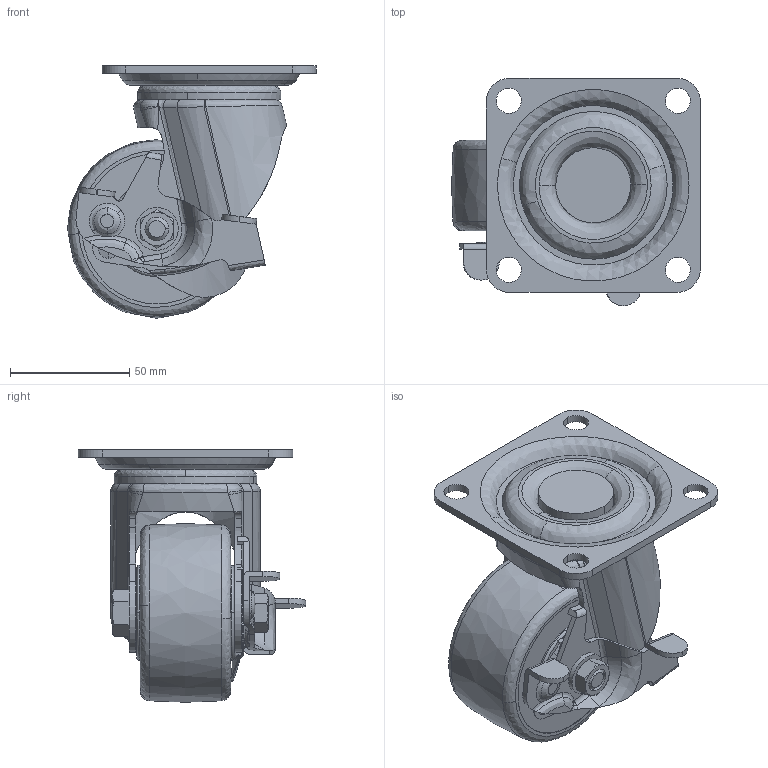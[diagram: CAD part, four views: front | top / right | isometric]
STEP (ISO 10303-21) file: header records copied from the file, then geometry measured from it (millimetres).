
FILE_DESCRIPTION((''),'2;1');
FILE_NAME('','2009-03-19T14:20:37',(''),(''),'','CADfix','');
FILE_SCHEMA(('AUTOMOTIVE_DESIGN { 1 0 10303 214 1 1 1 1 }'));
Length unit declared in the file: millimetre
Bounding box: 104.5 x 95.5 x 106 mm (x, y, z)
Volume: 273339.2 mm3; surface area: 79434.3 mm2
Topology: 6 solids, 12 shells, 396 faces, 1134 edges, 764 vertices
Faces by surface type: bspline 396
Entity records: 19847 total; most frequent: CARTESIAN_POINT 13527, ORIENTED_EDGE 2216, EDGE_CURVE 1129, VERTEX_POINT 764, EDGE_LOOP 435, FACE_OUTER_BOUND 396, ADVANCED_FACE 396, QUASI_UNIFORM_CURVE 384
